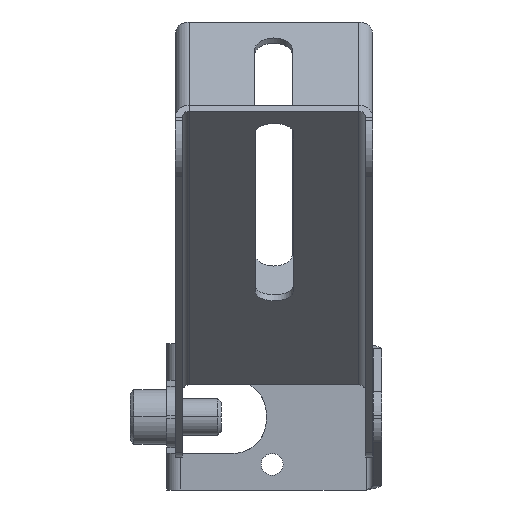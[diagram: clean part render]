
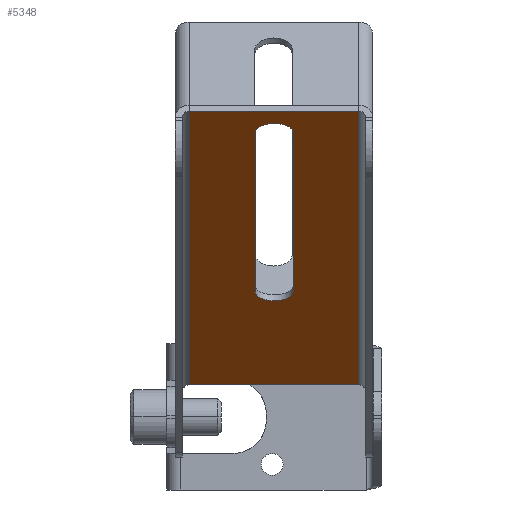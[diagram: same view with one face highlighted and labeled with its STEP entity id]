
A CAD part, left-side view. The second image highlights one B-rep face of the part: STEP entity #5348.
In plain terms, the highlighted planar face has unit normal (-0.5, 0, -0.866).
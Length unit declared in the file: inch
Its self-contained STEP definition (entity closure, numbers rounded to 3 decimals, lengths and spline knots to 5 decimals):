
#1677=DIRECTION('',(-0.866,0.,0.5));
#1678=VECTOR('',#1677,3.75);
#1679=CARTESIAN_POINT('',(-3.4628,-0.156,0.21985));
#1680=LINE('',#1679,#1678);
#1681=CARTESIAN_POINT('',(-4.57131,-0.737,0.85985));
#1682=DIRECTION('',(0.5,0.,0.866));
#1683=DIRECTION('',(0.,-1.,0.));
#1684=AXIS2_PLACEMENT_3D('',#1681,#1682,#1683);
#1686=DIRECTION('',(-0.866,0.,0.5));
#1687=VECTOR('',#1686,2.17);
#1688=CARTESIAN_POINT('',(-4.57131,-0.867,0.85985));
#1689=LINE('',#1688,#1687);
#1690=CARTESIAN_POINT('',(-6.45059,-0.737,1.94485));
#1691=DIRECTION('',(0.5,0.,0.866));
#1692=DIRECTION('',(0.,1.,0.));
#1693=AXIS2_PLACEMENT_3D('',#1690,#1691,#1692);
#1695=DIRECTION('',(0.866,0.,-0.5));
#1696=VECTOR('',#1695,2.17);
#1697=CARTESIAN_POINT('',(-6.45059,-0.607,1.94485));
#1698=LINE('',#1697,#1696);
#1707=DIRECTION('',(0.,-1.,0.));
#1708=VECTOR('',#1707,1.158);
#1709=CARTESIAN_POINT('',(-3.4628,-0.156,0.21985));
#1710=LINE('',#1709,#1708);
#1751=DIRECTION('',(-0.866,0.,0.5));
#1752=VECTOR('',#1751,3.75);
#1753=CARTESIAN_POINT('',(-3.4628,-1.314,0.21985));
#1754=LINE('',#1753,#1752);
#1889=DIRECTION('',(0.,-1.,0.));
#1890=VECTOR('',#1889,1.158);
#1891=CARTESIAN_POINT('',(-6.71039,-0.156,2.09485));
#1892=LINE('',#1891,#1890);
#2461=CARTESIAN_POINT('',(-3.4628,-0.156,0.21985));
#2462=CARTESIAN_POINT('',(-3.4628,-1.314,0.21985));
#2463=VERTEX_POINT('',#2461);
#2464=VERTEX_POINT('',#2462);
#2467=CARTESIAN_POINT('',(-6.71039,-0.156,2.09485));
#2468=CARTESIAN_POINT('',(-6.71039,-1.314,2.09485));
#2469=VERTEX_POINT('',#2467);
#2470=VERTEX_POINT('',#2468);
#2525=CARTESIAN_POINT('',(-4.57131,-0.867,0.85985));
#2526=CARTESIAN_POINT('',(-4.57131,-0.607,0.85985));
#2527=VERTEX_POINT('',#2525);
#2528=VERTEX_POINT('',#2526);
#2529=CARTESIAN_POINT('',(-6.45059,-0.867,1.94485));
#2530=VERTEX_POINT('',#2529);
#2531=CARTESIAN_POINT('',(-6.45059,-0.607,1.94485));
#2532=VERTEX_POINT('',#2531);
#5324=CARTESIAN_POINT('',(-3.4628,-0.156,0.21985));
#5325=DIRECTION('',(0.5,0.,0.866));
#5326=DIRECTION('',(0.,-1.,0.));
#5327=AXIS2_PLACEMENT_3D('',#5324,#5325,#5326);
#5328=PLANE('',#5327);
#5330=ORIENTED_EDGE('',*,*,#5329,.F.);
#5331=ORIENTED_EDGE('',*,*,#5319,.T.);
#5333=ORIENTED_EDGE('',*,*,#5332,.T.);
#5335=ORIENTED_EDGE('',*,*,#5334,.F.);
#5336=EDGE_LOOP('',(#5330,#5331,#5333,#5335));
#5337=FACE_OUTER_BOUND('',#5336,.F.);
#5339=ORIENTED_EDGE('',*,*,#5338,.F.);
#5341=ORIENTED_EDGE('',*,*,#5340,.T.);
#5343=ORIENTED_EDGE('',*,*,#5342,.F.);
#5345=ORIENTED_EDGE('',*,*,#5344,.T.);
#5346=EDGE_LOOP('',(#5339,#5341,#5343,#5345));
#5347=FACE_BOUND('',#5346,.F.);
#5348=ADVANCED_FACE('',(#5337,#5347),#5328,.F.);
#1685=CIRCLE('',#1684,0.13);
#1694=CIRCLE('',#1693,0.13);
#5319=EDGE_CURVE('',#2463,#2469,#1680,.T.);
#5329=EDGE_CURVE('',#2463,#2464,#1710,.T.);
#5332=EDGE_CURVE('',#2469,#2470,#1892,.T.);
#5334=EDGE_CURVE('',#2464,#2470,#1754,.T.);
#5338=EDGE_CURVE('',#2527,#2528,#1685,.T.);
#5340=EDGE_CURVE('',#2527,#2530,#1689,.T.);
#5342=EDGE_CURVE('',#2532,#2530,#1694,.T.);
#5344=EDGE_CURVE('',#2532,#2528,#1698,.T.);
